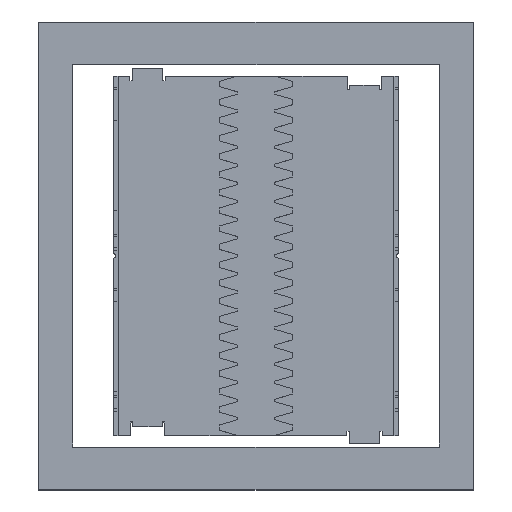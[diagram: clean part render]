
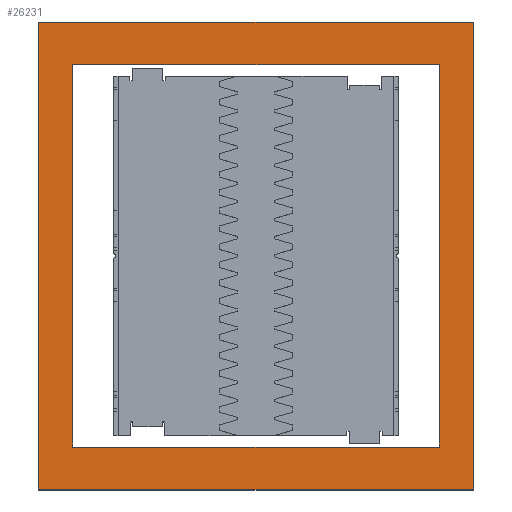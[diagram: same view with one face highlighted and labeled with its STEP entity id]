
A CAD part, top view. The second image highlights one B-rep face of the part: STEP entity #26231.
In plain terms, the highlighted planar face has unit normal (0, 0, 1).
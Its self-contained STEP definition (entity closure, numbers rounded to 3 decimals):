
#26231 = ADVANCED_FACE('',(#26232,#26351),#26246,.T.);
#26232 = FACE_BOUND('',#26233,.T.);
#26233 = EDGE_LOOP('',(#26234,#26269,#26297,#26325));
#26234 = ORIENTED_EDGE('',*,*,#26235,.T.);
#26235 = EDGE_CURVE('',#26236,#26238,#26240,.T.);
#26236 = VERTEX_POINT('',#26237);
#26237 = CARTESIAN_POINT('',(16.2,16.9,-4.2));
#26238 = VERTEX_POINT('',#26239);
#26239 = CARTESIAN_POINT('',(16.2,-16.9,-4.2));
#26240 = SURFACE_CURVE('',#26241,(#26245,#26257),.PCURVE_S1.);
#26241 = LINE('',#26242,#26243);
#26242 = CARTESIAN_POINT('',(16.2,16.9,-4.2));
#26243 = VECTOR('',#26244,1.);
#26244 = DIRECTION('',(0.,-1.,0.));
#26245 = PCURVE('',#26246,#26251);
#26246 = PLANE('',#26247);
#26247 = AXIS2_PLACEMENT_3D('',#26248,#26249,#26250);
#26248 = CARTESIAN_POINT('',(19.2,16.,-4.2));
#26249 = DIRECTION('',(0.,0.,1.));
#26250 = DIRECTION('',(0.,1.,0.));
#26251 = DEFINITIONAL_REPRESENTATION('',(#26252),#26256);
#26252 = LINE('',#26253,#26254);
#26253 = CARTESIAN_POINT('',(0.9,3.));
#26254 = VECTOR('',#26255,1.);
#26255 = DIRECTION('',(-1.,0.));
#26256 = ( GEOMETRIC_REPRESENTATION_CONTEXT(2) 
PARAMETRIC_REPRESENTATION_CONTEXT() REPRESENTATION_CONTEXT('2D SPACE',''
  ) );
#26257 = PCURVE('',#26258,#26263);
#26258 = PLANE('',#26259);
#26259 = AXIS2_PLACEMENT_3D('',#26260,#26261,#26262);
#26260 = CARTESIAN_POINT('',(16.2,16.,-6.6));
#26261 = DIRECTION('',(-1.,0.,0.));
#26262 = DIRECTION('',(0.,0.,1.));
#26263 = DEFINITIONAL_REPRESENTATION('',(#26264),#26268);
#26264 = LINE('',#26265,#26266);
#26265 = CARTESIAN_POINT('',(2.4,0.9));
#26266 = VECTOR('',#26267,1.);
#26267 = DIRECTION('',(0.,-1.));
#26268 = ( GEOMETRIC_REPRESENTATION_CONTEXT(2) 
PARAMETRIC_REPRESENTATION_CONTEXT() REPRESENTATION_CONTEXT('2D SPACE',''
  ) );
#26269 = ORIENTED_EDGE('',*,*,#26270,.F.);
#26270 = EDGE_CURVE('',#26271,#26238,#26273,.T.);
#26271 = VERTEX_POINT('',#26272);
#26272 = CARTESIAN_POINT('',(-16.2,-16.9,-4.2));
#26273 = SURFACE_CURVE('',#26274,(#26278,#26285),.PCURVE_S1.);
#26274 = LINE('',#26275,#26276);
#26275 = CARTESIAN_POINT('',(-16.2,-16.9,-4.2));
#26276 = VECTOR('',#26277,1.);
#26277 = DIRECTION('',(1.,0.,0.));
#26278 = PCURVE('',#26246,#26279);
#26279 = DEFINITIONAL_REPRESENTATION('',(#26280),#26284);
#26280 = LINE('',#26281,#26282);
#26281 = CARTESIAN_POINT('',(-32.9,35.4));
#26282 = VECTOR('',#26283,1.);
#26283 = DIRECTION('',(0.,-1.));
#26284 = ( GEOMETRIC_REPRESENTATION_CONTEXT(2) 
PARAMETRIC_REPRESENTATION_CONTEXT() REPRESENTATION_CONTEXT('2D SPACE',''
  ) );
#26285 = PCURVE('',#26286,#26291);
#26286 = PLANE('',#26287);
#26287 = AXIS2_PLACEMENT_3D('',#26288,#26289,#26290);
#26288 = CARTESIAN_POINT('',(-16.2,-16.9,-6.6));
#26289 = DIRECTION('',(0.,-1.,0.));
#26290 = DIRECTION('',(0.,0.,1.));
#26291 = DEFINITIONAL_REPRESENTATION('',(#26292),#26296);
#26292 = LINE('',#26293,#26294);
#26293 = CARTESIAN_POINT('',(2.4,0.));
#26294 = VECTOR('',#26295,1.);
#26295 = DIRECTION('',(0.,-1.));
#26296 = ( GEOMETRIC_REPRESENTATION_CONTEXT(2) 
PARAMETRIC_REPRESENTATION_CONTEXT() REPRESENTATION_CONTEXT('2D SPACE',''
  ) );
#26297 = ORIENTED_EDGE('',*,*,#26298,.T.);
#26298 = EDGE_CURVE('',#26271,#26299,#26301,.T.);
#26299 = VERTEX_POINT('',#26300);
#26300 = CARTESIAN_POINT('',(-16.2,16.9,-4.2));
#26301 = SURFACE_CURVE('',#26302,(#26306,#26313),.PCURVE_S1.);
#26302 = LINE('',#26303,#26304);
#26303 = CARTESIAN_POINT('',(-16.2,-16.9,-4.2));
#26304 = VECTOR('',#26305,1.);
#26305 = DIRECTION('',(0.,1.,0.));
#26306 = PCURVE('',#26246,#26307);
#26307 = DEFINITIONAL_REPRESENTATION('',(#26308),#26312);
#26308 = LINE('',#26309,#26310);
#26309 = CARTESIAN_POINT('',(-32.9,35.4));
#26310 = VECTOR('',#26311,1.);
#26311 = DIRECTION('',(1.,0.));
#26312 = ( GEOMETRIC_REPRESENTATION_CONTEXT(2) 
PARAMETRIC_REPRESENTATION_CONTEXT() REPRESENTATION_CONTEXT('2D SPACE',''
  ) );
#26313 = PCURVE('',#26314,#26319);
#26314 = PLANE('',#26315);
#26315 = AXIS2_PLACEMENT_3D('',#26316,#26317,#26318);
#26316 = CARTESIAN_POINT('',(-16.2,16.,-6.6));
#26317 = DIRECTION('',(-1.,0.,0.));
#26318 = DIRECTION('',(0.,0.,1.));
#26319 = DEFINITIONAL_REPRESENTATION('',(#26320),#26324);
#26320 = LINE('',#26321,#26322);
#26321 = CARTESIAN_POINT('',(2.4,-32.9));
#26322 = VECTOR('',#26323,1.);
#26323 = DIRECTION('',(0.,1.));
#26324 = ( GEOMETRIC_REPRESENTATION_CONTEXT(2) 
PARAMETRIC_REPRESENTATION_CONTEXT() REPRESENTATION_CONTEXT('2D SPACE',''
  ) );
#26325 = ORIENTED_EDGE('',*,*,#26326,.F.);
#26326 = EDGE_CURVE('',#26236,#26299,#26327,.T.);
#26327 = SURFACE_CURVE('',#26328,(#26332,#26339),.PCURVE_S1.);
#26328 = LINE('',#26329,#26330);
#26329 = CARTESIAN_POINT('',(16.2,16.9,-4.2));
#26330 = VECTOR('',#26331,1.);
#26331 = DIRECTION('',(-1.,0.,0.));
#26332 = PCURVE('',#26246,#26333);
#26333 = DEFINITIONAL_REPRESENTATION('',(#26334),#26338);
#26334 = LINE('',#26335,#26336);
#26335 = CARTESIAN_POINT('',(0.9,3.));
#26336 = VECTOR('',#26337,1.);
#26337 = DIRECTION('',(0.,1.));
#26338 = ( GEOMETRIC_REPRESENTATION_CONTEXT(2) 
PARAMETRIC_REPRESENTATION_CONTEXT() REPRESENTATION_CONTEXT('2D SPACE',''
  ) );
#26339 = PCURVE('',#26340,#26345);
#26340 = PLANE('',#26341);
#26341 = AXIS2_PLACEMENT_3D('',#26342,#26343,#26344);
#26342 = CARTESIAN_POINT('',(16.2,16.9,-6.6));
#26343 = DIRECTION('',(0.,1.,0.));
#26344 = DIRECTION('',(0.,0.,1.));
#26345 = DEFINITIONAL_REPRESENTATION('',(#26346),#26350);
#26346 = LINE('',#26347,#26348);
#26347 = CARTESIAN_POINT('',(2.4,0.));
#26348 = VECTOR('',#26349,1.);
#26349 = DIRECTION('',(0.,-1.));
#26350 = ( GEOMETRIC_REPRESENTATION_CONTEXT(2) 
PARAMETRIC_REPRESENTATION_CONTEXT() REPRESENTATION_CONTEXT('2D SPACE',''
  ) );
#26351 = FACE_BOUND('',#26352,.T.);
#26352 = EDGE_LOOP('',(#26353,#26383,#26411,#26439));
#26353 = ORIENTED_EDGE('',*,*,#26354,.T.);
#26354 = EDGE_CURVE('',#26355,#26357,#26359,.T.);
#26355 = VERTEX_POINT('',#26356);
#26356 = CARTESIAN_POINT('',(-19.2,20.7,-4.2));
#26357 = VERTEX_POINT('',#26358);
#26358 = CARTESIAN_POINT('',(-19.2,-20.7,-4.2));
#26359 = SURFACE_CURVE('',#26360,(#26364,#26371),.PCURVE_S1.);
#26360 = LINE('',#26361,#26362);
#26361 = CARTESIAN_POINT('',(-19.2,20.7,-4.2));
#26362 = VECTOR('',#26363,1.);
#26363 = DIRECTION('',(0.,-1.,0.));
#26364 = PCURVE('',#26246,#26365);
#26365 = DEFINITIONAL_REPRESENTATION('',(#26366),#26370);
#26366 = LINE('',#26367,#26368);
#26367 = CARTESIAN_POINT('',(4.7,38.4));
#26368 = VECTOR('',#26369,1.);
#26369 = DIRECTION('',(-1.,0.));
#26370 = ( GEOMETRIC_REPRESENTATION_CONTEXT(2) 
PARAMETRIC_REPRESENTATION_CONTEXT() REPRESENTATION_CONTEXT('2D SPACE',''
  ) );
#26371 = PCURVE('',#26372,#26377);
#26372 = PLANE('',#26373);
#26373 = AXIS2_PLACEMENT_3D('',#26374,#26375,#26376);
#26374 = CARTESIAN_POINT('',(-19.2,16.,-6.6));
#26375 = DIRECTION('',(-1.,0.,0.));
#26376 = DIRECTION('',(0.,0.,1.));
#26377 = DEFINITIONAL_REPRESENTATION('',(#26378),#26382);
#26378 = LINE('',#26379,#26380);
#26379 = CARTESIAN_POINT('',(2.4,4.7));
#26380 = VECTOR('',#26381,1.);
#26381 = DIRECTION('',(0.,-1.));
#26382 = ( GEOMETRIC_REPRESENTATION_CONTEXT(2) 
PARAMETRIC_REPRESENTATION_CONTEXT() REPRESENTATION_CONTEXT('2D SPACE',''
  ) );
#26383 = ORIENTED_EDGE('',*,*,#26384,.T.);
#26384 = EDGE_CURVE('',#26357,#26385,#26387,.T.);
#26385 = VERTEX_POINT('',#26386);
#26386 = CARTESIAN_POINT('',(19.2,-20.7,-4.2));
#26387 = SURFACE_CURVE('',#26388,(#26392,#26399),.PCURVE_S1.);
#26388 = LINE('',#26389,#26390);
#26389 = CARTESIAN_POINT('',(-19.2,-20.7,-4.2));
#26390 = VECTOR('',#26391,1.);
#26391 = DIRECTION('',(1.,0.,0.));
#26392 = PCURVE('',#26246,#26393);
#26393 = DEFINITIONAL_REPRESENTATION('',(#26394),#26398);
#26394 = LINE('',#26395,#26396);
#26395 = CARTESIAN_POINT('',(-36.7,38.4));
#26396 = VECTOR('',#26397,1.);
#26397 = DIRECTION('',(0.,-1.));
#26398 = ( GEOMETRIC_REPRESENTATION_CONTEXT(2) 
PARAMETRIC_REPRESENTATION_CONTEXT() REPRESENTATION_CONTEXT('2D SPACE',''
  ) );
#26399 = PCURVE('',#26400,#26405);
#26400 = PLANE('',#26401);
#26401 = AXIS2_PLACEMENT_3D('',#26402,#26403,#26404);
#26402 = CARTESIAN_POINT('',(-19.2,-20.7,-6.6));
#26403 = DIRECTION('',(0.,-1.,0.));
#26404 = DIRECTION('',(0.,0.,1.));
#26405 = DEFINITIONAL_REPRESENTATION('',(#26406),#26410);
#26406 = LINE('',#26407,#26408);
#26407 = CARTESIAN_POINT('',(2.4,0.));
#26408 = VECTOR('',#26409,1.);
#26409 = DIRECTION('',(0.,-1.));
#26410 = ( GEOMETRIC_REPRESENTATION_CONTEXT(2) 
PARAMETRIC_REPRESENTATION_CONTEXT() REPRESENTATION_CONTEXT('2D SPACE',''
  ) );
#26411 = ORIENTED_EDGE('',*,*,#26412,.T.);
#26412 = EDGE_CURVE('',#26385,#26413,#26415,.T.);
#26413 = VERTEX_POINT('',#26414);
#26414 = CARTESIAN_POINT('',(19.2,20.7,-4.2));
#26415 = SURFACE_CURVE('',#26416,(#26420,#26427),.PCURVE_S1.);
#26416 = LINE('',#26417,#26418);
#26417 = CARTESIAN_POINT('',(19.2,-20.7,-4.2));
#26418 = VECTOR('',#26419,1.);
#26419 = DIRECTION('',(0.,1.,0.));
#26420 = PCURVE('',#26246,#26421);
#26421 = DEFINITIONAL_REPRESENTATION('',(#26422),#26426);
#26422 = LINE('',#26423,#26424);
#26423 = CARTESIAN_POINT('',(-36.7,0.));
#26424 = VECTOR('',#26425,1.);
#26425 = DIRECTION('',(1.,0.));
#26426 = ( GEOMETRIC_REPRESENTATION_CONTEXT(2) 
PARAMETRIC_REPRESENTATION_CONTEXT() REPRESENTATION_CONTEXT('2D SPACE',''
  ) );
#26427 = PCURVE('',#26428,#26433);
#26428 = PLANE('',#26429);
#26429 = AXIS2_PLACEMENT_3D('',#26430,#26431,#26432);
#26430 = CARTESIAN_POINT('',(19.2,16.,-6.6));
#26431 = DIRECTION('',(-1.,0.,0.));
#26432 = DIRECTION('',(0.,0.,1.));
#26433 = DEFINITIONAL_REPRESENTATION('',(#26434),#26438);
#26434 = LINE('',#26435,#26436);
#26435 = CARTESIAN_POINT('',(2.4,-36.7));
#26436 = VECTOR('',#26437,1.);
#26437 = DIRECTION('',(0.,1.));
#26438 = ( GEOMETRIC_REPRESENTATION_CONTEXT(2) 
PARAMETRIC_REPRESENTATION_CONTEXT() REPRESENTATION_CONTEXT('2D SPACE',''
  ) );
#26439 = ORIENTED_EDGE('',*,*,#26440,.T.);
#26440 = EDGE_CURVE('',#26413,#26355,#26441,.T.);
#26441 = SURFACE_CURVE('',#26442,(#26446,#26453),.PCURVE_S1.);
#26442 = LINE('',#26443,#26444);
#26443 = CARTESIAN_POINT('',(19.2,20.7,-4.2));
#26444 = VECTOR('',#26445,1.);
#26445 = DIRECTION('',(-1.,0.,0.));
#26446 = PCURVE('',#26246,#26447);
#26447 = DEFINITIONAL_REPRESENTATION('',(#26448),#26452);
#26448 = LINE('',#26449,#26450);
#26449 = CARTESIAN_POINT('',(4.7,0.));
#26450 = VECTOR('',#26451,1.);
#26451 = DIRECTION('',(0.,1.));
#26452 = ( GEOMETRIC_REPRESENTATION_CONTEXT(2) 
PARAMETRIC_REPRESENTATION_CONTEXT() REPRESENTATION_CONTEXT('2D SPACE',''
  ) );
#26453 = PCURVE('',#26454,#26459);
#26454 = PLANE('',#26455);
#26455 = AXIS2_PLACEMENT_3D('',#26456,#26457,#26458);
#26456 = CARTESIAN_POINT('',(19.2,20.7,-6.6));
#26457 = DIRECTION('',(0.,1.,0.));
#26458 = DIRECTION('',(0.,0.,1.));
#26459 = DEFINITIONAL_REPRESENTATION('',(#26460),#26464);
#26460 = LINE('',#26461,#26462);
#26461 = CARTESIAN_POINT('',(2.4,0.));
#26462 = VECTOR('',#26463,1.);
#26463 = DIRECTION('',(0.,-1.));
#26464 = ( GEOMETRIC_REPRESENTATION_CONTEXT(2) 
PARAMETRIC_REPRESENTATION_CONTEXT() REPRESENTATION_CONTEXT('2D SPACE',''
  ) );
